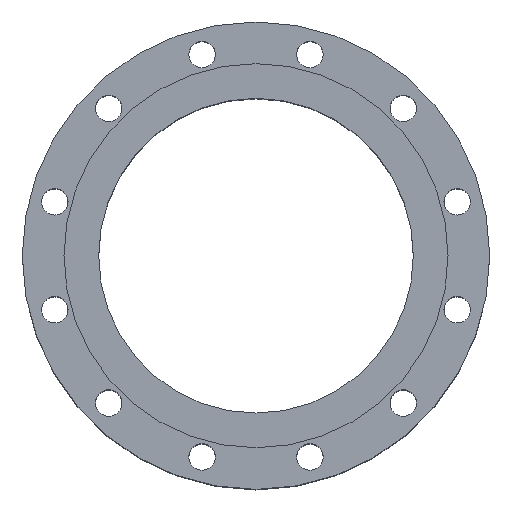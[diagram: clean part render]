
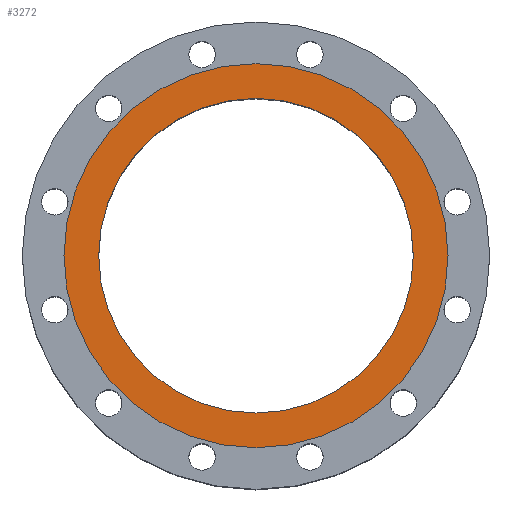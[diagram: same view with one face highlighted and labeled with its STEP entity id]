
A CAD part, top view. The second image highlights one B-rep face of the part: STEP entity #3272.
In plain terms, the highlighted planar face has unit normal (0, 0, 1).
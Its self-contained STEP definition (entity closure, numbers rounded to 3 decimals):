
#85 = DIRECTION ( 'NONE',  ( 1., 0., 0. ) ) ;
#613 = ORIENTED_EDGE ( 'NONE', *, *, #22932, .F. ) ;
#643 = CARTESIAN_POINT ( 'NONE',  ( 0., 189., 0. ) ) ;
#1292 = CARTESIAN_POINT ( 'NONE',  ( -154.85, 0., 0. ) ) ;
#1439 = DIRECTION ( 'NONE',  ( 0., 0., 1. ) ) ;
#2715 = DIRECTION ( 'NONE',  ( 1., 0., 0. ) ) ;
#3262 = AXIS2_PLACEMENT_3D ( 'NONE', #5019, #7491, #85 ) ;
#3272 = ADVANCED_FACE ( 'NONE', ( #22907, #30010 ), #18261, .F. ) ;
#3460 = VERTEX_POINT ( 'NONE', #29075 ) ;
#3589 = AXIS2_PLACEMENT_3D ( 'NONE', #643, #7283, #23822 ) ;
#5019 = CARTESIAN_POINT ( 'NONE',  ( 0., 0., 0. ) ) ;
#5084 = AXIS2_PLACEMENT_3D ( 'NONE', #16929, #28528, #2715 ) ;
#5180 = CARTESIAN_POINT ( 'NONE',  ( 154.85, 0., 0. ) ) ;
#5740 = CIRCLE ( 'NONE', #3262, 154.85 ) ;
#7283 = DIRECTION ( 'NONE',  ( 0., 0., -1. ) ) ;
#7491 = DIRECTION ( 'NONE',  ( 0., 0., 1. ) ) ;
#8818 = VERTEX_POINT ( 'NONE', #11144 ) ;
#10623 = CARTESIAN_POINT ( 'NONE',  ( 0., 0., 0. ) ) ;
#10913 = CIRCLE ( 'NONE', #25213, 189. ) ;
#11144 = CARTESIAN_POINT ( 'NONE',  ( -189., 0., 0. ) ) ;
#11988 = CIRCLE ( 'NONE', #17927, 154.85 ) ;
#12337 = EDGE_LOOP ( 'NONE', ( #13830, #14840 ) ) ;
#13830 = ORIENTED_EDGE ( 'NONE', *, *, #14244, .T. ) ;
#14244 = EDGE_CURVE ( 'NONE', #3460, #8818, #10913, .T. ) ;
#14840 = ORIENTED_EDGE ( 'NONE', *, *, #29087, .T. ) ;
#15148 = VERTEX_POINT ( 'NONE', #1292 ) ;
#15336 = DIRECTION ( 'NONE',  ( 1., 0., 0. ) ) ;
#15403 = DIRECTION ( 'NONE',  ( 0., 0., 1. ) ) ;
#16929 = CARTESIAN_POINT ( 'NONE',  ( 0., 0., 0. ) ) ;
#17927 = AXIS2_PLACEMENT_3D ( 'NONE', #10623, #15403, #20492 ) ;
#18261 = PLANE ( 'NONE',  #3589 ) ;
#20492 = DIRECTION ( 'NONE',  ( 1., 0., 0. ) ) ;
#21265 = EDGE_LOOP ( 'NONE', ( #613, #22341 ) ) ;
#22341 = ORIENTED_EDGE ( 'NONE', *, *, #28051, .F. ) ;
#22907 = FACE_BOUND ( 'NONE', #21265, .T. ) ;
#22932 = EDGE_CURVE ( 'NONE', #23689, #15148, #5740, .T. ) ;
#23689 = VERTEX_POINT ( 'NONE', #5180 ) ;
#23822 = DIRECTION ( 'NONE',  ( -1., 0., 0. ) ) ;
#25213 = AXIS2_PLACEMENT_3D ( 'NONE', #30012, #1439, #15336 ) ;
#27769 = CIRCLE ( 'NONE', #5084, 189. ) ;
#28051 = EDGE_CURVE ( 'NONE', #15148, #23689, #11988, .T. ) ;
#28528 = DIRECTION ( 'NONE',  ( 0., 0., 1. ) ) ;
#29075 = CARTESIAN_POINT ( 'NONE',  ( 189., 0., 0. ) ) ;
#29087 = EDGE_CURVE ( 'NONE', #8818, #3460, #27769, .T. ) ;
#30010 = FACE_OUTER_BOUND ( 'NONE', #12337, .T. ) ;
#30012 = CARTESIAN_POINT ( 'NONE',  ( 0., 0., 0. ) ) ;
